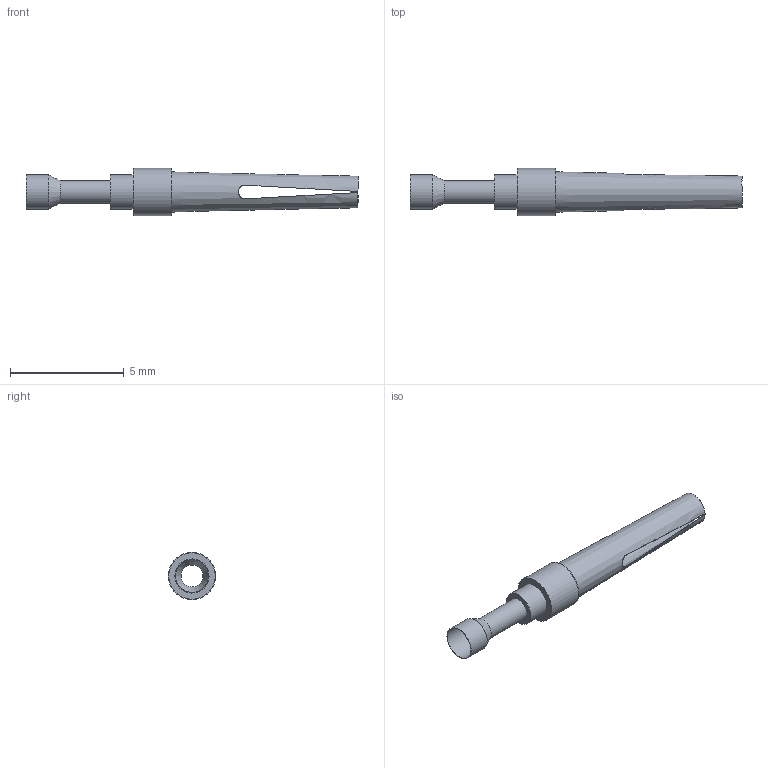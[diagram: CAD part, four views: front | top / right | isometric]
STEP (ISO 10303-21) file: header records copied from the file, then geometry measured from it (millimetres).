
FILE_DESCRIPTION(/* description */ (''),/* implementation_level */ '2;1');
FILE_NAME(/* name */ 'n 02 010 0130 2nxm001-02.stp',/* time_stamp */ '2015-07-28T11:32:40+02:00',/* author */ ('Amphenol-Tuchel Electronics GmbH'),/* organization */ (''),/* preprocessor_version */ 'ST-DEVELOPER v15',/* originating_system */ 'SIEMENS PLM Software NX 9.0',/* authorisation */ '');
FILE_SCHEMA (('CONFIG_CONTROL_DESIGN'));
Length unit declared in the file: millimetre
Products named in the file (1): n 02 010 0130 2nxm001-02
Bounding box: 14.58 x 2.08 x 2.08 mm (x, y, z)
Volume: 1.4 mm3; surface area: 139.5 mm2
Topology: 1 solids, 1 shells, 27 faces, 56 edges, 36 vertices
Faces by surface type: plane 13, cylinder 10, cone 4
Full cylindrical faces by diameter (mm): 0.96 x1, 1 x1, 1.46 x2, 1.5 x2, 2.04 x1, 2.08 x1
Entity records: 772 total; most frequent: CARTESIAN_POINT 139, DIRECTION 122, ORIENTED_EDGE 88, AXIS2_PLACEMENT_3D 57, EDGE_LOOP 46, EDGE_CURVE 44, FACE_BOUND 38, VERTEX_POINT 36
